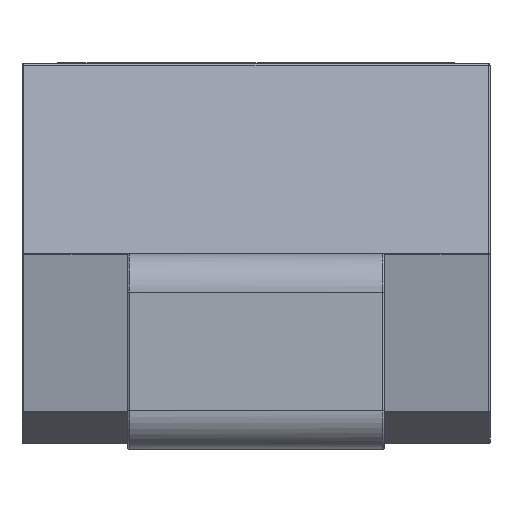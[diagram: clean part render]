
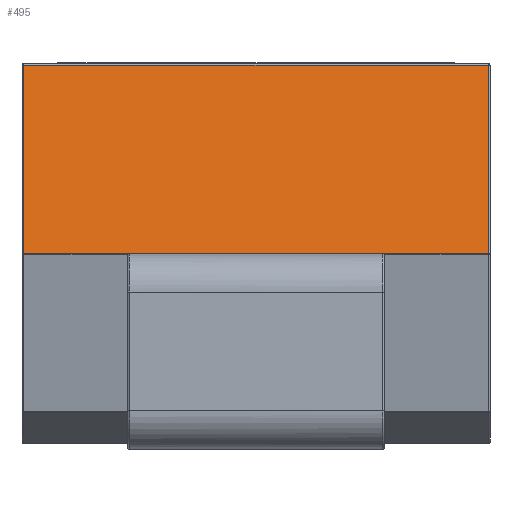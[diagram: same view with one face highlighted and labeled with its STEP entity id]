
A CAD part, left-side view. The second image highlights one B-rep face of the part: STEP entity #495.
In plain terms, the highlighted planar face has unit normal (-0.984, 0, 0.179).
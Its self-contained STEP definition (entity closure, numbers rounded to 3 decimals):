
#351 = VERTEX_POINT('',#352);
#352 = CARTESIAN_POINT('',(-2.136,1.45,2.398));
#358 = EDGE_CURVE('',#359,#351,#361,.T.);
#359 = VERTEX_POINT('',#360);
#360 = CARTESIAN_POINT('',(-2.136,-1.45,2.398));
#361 = B_SPLINE_CURVE_WITH_KNOTS('',1,(#362,#363),.UNSPECIFIED.,.F.,.F.,
  (2,2),(-2.91,-0.01),.PIECEWISE_BEZIER_KNOTS.);
#362 = CARTESIAN_POINT('',(-2.136,-1.45,2.398));
#363 = CARTESIAN_POINT('',(-2.136,1.45,2.398));
#495 = ADVANCED_FACE('',(#496),#518,.T.);
#496 = FACE_BOUND('',#497,.T.);
#497 = EDGE_LOOP('',(#498,#505,#506,#513));
#498 = ORIENTED_EDGE('',*,*,#499,.T.);
#499 = EDGE_CURVE('',#500,#359,#502,.T.);
#500 = VERTEX_POINT('',#501);
#501 = CARTESIAN_POINT('',(-2.35,-1.45,1.223));
#502 = B_SPLINE_CURVE_WITH_KNOTS('',1,(#503,#504),.UNSPECIFIED.,.F.,.F.,
  (2,2),(-1.203,-0.008),
  .PIECEWISE_BEZIER_KNOTS.);
#503 = CARTESIAN_POINT('',(-2.35,-1.45,1.223));
#504 = CARTESIAN_POINT('',(-2.136,-1.45,2.398));
#505 = ORIENTED_EDGE('',*,*,#358,.T.);
#506 = ORIENTED_EDGE('',*,*,#507,.T.);
#507 = EDGE_CURVE('',#351,#508,#510,.T.);
#508 = VERTEX_POINT('',#509);
#509 = CARTESIAN_POINT('',(-2.35,1.45,1.223));
#510 = B_SPLINE_CURVE_WITH_KNOTS('',1,(#511,#512),.UNSPECIFIED.,.F.,.F.,
  (2,2),(0.008,1.203),.PIECEWISE_BEZIER_KNOTS.);
#511 = CARTESIAN_POINT('',(-2.136,1.45,2.398));
#512 = CARTESIAN_POINT('',(-2.35,1.45,1.223));
#513 = ORIENTED_EDGE('',*,*,#514,.T.);
#514 = EDGE_CURVE('',#508,#500,#515,.T.);
#515 = B_SPLINE_CURVE_WITH_KNOTS('',1,(#516,#517),.UNSPECIFIED.,.F.,.F.,
  (2,2),(-2.91,-0.01),.PIECEWISE_BEZIER_KNOTS.);
#516 = CARTESIAN_POINT('',(-2.35,1.45,1.223));
#517 = CARTESIAN_POINT('',(-2.35,-1.45,1.223));
#518 = PLANE('',#519);
#519 = AXIS2_PLACEMENT_3D('',#520,#521,#522);
#520 = CARTESIAN_POINT('',(-1.987,-2.46,3.22));
#521 = DIRECTION('',(-0.984,0.,0.179)
  );
#522 = DIRECTION('',(-0.179,0.,-0.984));
